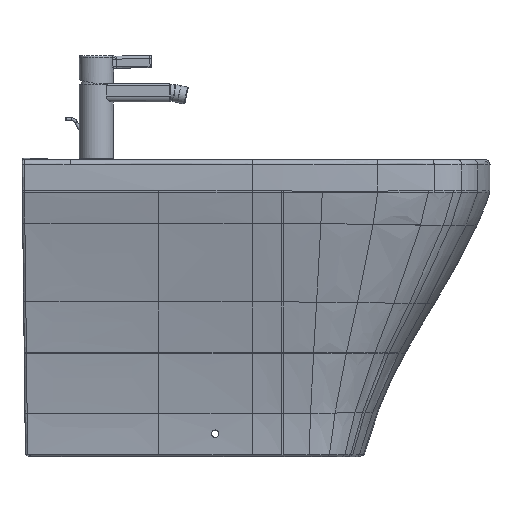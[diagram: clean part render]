
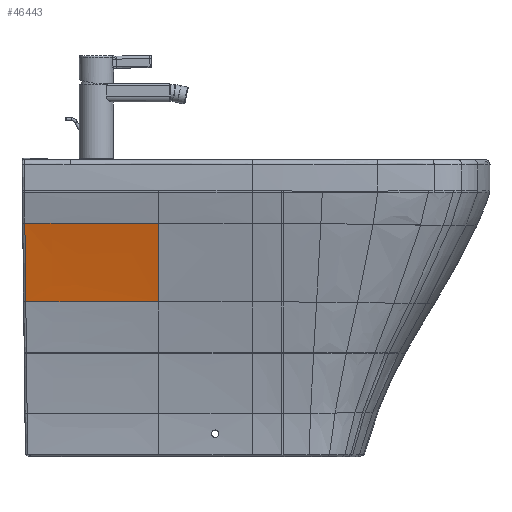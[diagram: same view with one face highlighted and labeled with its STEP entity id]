
A CAD part, front view. The second image highlights one B-rep face of the part: STEP entity #46443.
In plain terms, the highlighted free-form (B-spline) face has degree [5, 5] with [6, 6] control points.
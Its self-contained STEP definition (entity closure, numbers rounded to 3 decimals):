
#44857=CARTESIAN_POINT('',(5.137,-146.724,-191.279));
#44858=VERTEX_POINT('',#44857);
#44876=CARTESIAN_POINT('',(183.895,-148.654,-191.485));
#44877=VERTEX_POINT('',#44876);
#44887=CARTESIAN_POINT('',(183.895,-148.654,-191.485));
#44888=CARTESIAN_POINT('',(148.119,-148.326,-191.438));
#44889=CARTESIAN_POINT('',(112.341,-147.953,-191.374));
#44890=CARTESIAN_POINT('',(76.583,-147.549,-191.312));
#44891=CARTESIAN_POINT('',(40.848,-147.149,-191.291));
#44892=CARTESIAN_POINT('',(5.137,-146.724,-191.279));
#44893=B_SPLINE_CURVE_WITH_KNOTS('',5,(#44887,#44888,#44889,#44890,#44891,#44892),.UNSPECIFIED.,.F.,.U.,(6,6),(0.0,178.811),.UNSPECIFIED.);
#44894=EDGE_CURVE('',#44877,#44858,#44893,.T.);
#46364=CARTESIAN_POINT('',(183.895,-148.654,-191.485));
#46365=CARTESIAN_POINT('',(147.87,-148.324,-191.437));
#46366=CARTESIAN_POINT('',(111.842,-147.948,-191.373));
#46367=CARTESIAN_POINT('',(75.835,-147.541,-191.311));
#46368=CARTESIAN_POINT('',(39.851,-147.138,-191.291));
#46369=CARTESIAN_POINT('',(3.891,-146.709,-191.279));
#46370=CARTESIAN_POINT('',(183.834,-153.767,-168.562));
#46371=CARTESIAN_POINT('',(147.795,-153.277,-168.77));
#46372=CARTESIAN_POINT('',(111.751,-152.729,-168.954));
#46373=CARTESIAN_POINT('',(75.738,-152.14,-169.171));
#46374=CARTESIAN_POINT('',(39.793,-151.554,-169.561));
#46375=CARTESIAN_POINT('',(3.885,-150.939,-170.006));
#46376=CARTESIAN_POINT('',(183.797,-158.916,-146.286));
#46377=CARTESIAN_POINT('',(147.752,-158.31,-146.642));
#46378=CARTESIAN_POINT('',(111.701,-157.635,-146.973));
#46379=CARTESIAN_POINT('',(75.689,-156.904,-147.366));
#46380=CARTESIAN_POINT('',(39.763,-156.154,-148.029));
#46381=CARTESIAN_POINT('',(3.882,-155.36,-148.787));
#46382=CARTESIAN_POINT('',(183.8,-163.977,-124.979));
#46383=CARTESIAN_POINT('',(147.758,-163.315,-125.364));
#46384=CARTESIAN_POINT('',(111.713,-162.564,-125.738));
#46385=CARTESIAN_POINT('',(75.704,-161.74,-126.177));
#46386=CARTESIAN_POINT('',(39.773,-160.884,-126.862));
#46387=CARTESIAN_POINT('',(3.883,-159.966,-127.64));
#46388=CARTESIAN_POINT('',(183.837,-168.816,-104.989));
#46389=CARTESIAN_POINT('',(147.804,-168.17,-105.228));
#46390=CARTESIAN_POINT('',(111.769,-167.426,-105.428));
#46391=CARTESIAN_POINT('',(75.764,-166.596,-105.658));
#46392=CARTESIAN_POINT('',(39.809,-165.714,-106.085));
#46393=CARTESIAN_POINT('',(3.887,-164.753,-106.57));
#46394=CARTESIAN_POINT('',(183.898,-173.503,-85.807));
#46395=CARTESIAN_POINT('',(147.873,-172.937,-85.755));
#46396=CARTESIAN_POINT('',(111.844,-172.256,-85.682));
#46397=CARTESIAN_POINT('',(75.834,-171.477,-85.61));
#46398=CARTESIAN_POINT('',(39.851,-170.644,-85.585));
#46399=CARTESIAN_POINT('',(3.891,-169.721,-85.567));
#46400=B_SPLINE_SURFACE_WITH_KNOTS('',5,5,((#46364,#46370,#46376,#46382,#46388,#46394),(#46365,#46371,#46377,#46383,#46389,#46395),(#46366,#46372,#46378,#46384,#46390,#46396),(#46367,#46373,#46379,#46385,#46391,#46397),(#46368,#46374,#46380,#46386,#46392,#46398),(#46369,#46375,#46381,#46387,#46393,#46399)),.UNSPECIFIED.,.F.,.F.,.U.,(6,6),(6,6),(0.0,179.992),(0.0,108.398),.UNSPECIFIED.);
#46401=CARTESIAN_POINT('',(3.891,-169.721,-85.567));
#46402=VERTEX_POINT('',#46401);
#46403=CARTESIAN_POINT('',(3.891,-169.721,-85.567));
#46404=CARTESIAN_POINT('',(4.249,-162.504,-116.114));
#46405=CARTESIAN_POINT('',(4.613,-155.744,-146.83));
#46406=CARTESIAN_POINT('',(4.977,-149.448,-177.747));
#46407=CARTESIAN_POINT('',(4.978,-149.432,-177.824));
#46408=CARTESIAN_POINT('',(4.979,-149.416,-177.901));
#46409=CARTESIAN_POINT('',(4.98,-149.401,-177.978));
#46410=CARTESIAN_POINT('',(5.006,-148.95,-180.191));
#46411=CARTESIAN_POINT('',(5.032,-148.501,-182.408));
#46412=CARTESIAN_POINT('',(5.058,-148.055,-184.624));
#46413=CARTESIAN_POINT('',(5.084,-147.609,-186.844));
#46414=CARTESIAN_POINT('',(5.11,-147.166,-189.056));
#46415=CARTESIAN_POINT('',(5.137,-146.724,-191.279));
#46416=B_SPLINE_CURVE_WITH_KNOTS('',3,(#46403,#46404,#46405,#46406,#46407,#46408,#46409,#46410,#46411,#46412,#46413,#46414,#46415),.UNSPECIFIED.,.F.,.U.,(4,3,3,3,4),(0.0,133.677,134.009,143.576,153.162),.UNSPECIFIED.);
#46417=EDGE_CURVE('',#46402,#44858,#46416,.T.);
#46418=ORIENTED_EDGE('',*,*,#46417,.T.);
#46419=ORIENTED_EDGE('',*,*,#44894,.F.);
#46420=CARTESIAN_POINT('',(183.898,-173.503,-85.807));
#46421=VERTEX_POINT('',#46420);
#46422=CARTESIAN_POINT('',(183.895,-148.654,-191.485));
#46423=CARTESIAN_POINT('',(183.834,-153.767,-168.562));
#46424=CARTESIAN_POINT('',(183.797,-158.916,-146.286));
#46425=CARTESIAN_POINT('',(183.8,-163.977,-124.979));
#46426=CARTESIAN_POINT('',(183.837,-168.816,-104.989));
#46427=CARTESIAN_POINT('',(183.898,-173.503,-85.807));
#46428=B_SPLINE_CURVE_WITH_KNOTS('',5,(#46422,#46423,#46424,#46425,#46426,#46427),.UNSPECIFIED.,.F.,.U.,(6,6),(0.0,108.398),.UNSPECIFIED.);
#46429=EDGE_CURVE('',#44877,#46421,#46428,.T.);
#46430=ORIENTED_EDGE('',*,*,#46429,.T.);
#46431=CARTESIAN_POINT('',(183.898,-173.503,-85.807));
#46432=CARTESIAN_POINT('',(131.,-172.672,-85.731));
#46433=CARTESIAN_POINT('',(78.106,-171.554,-85.614));
#46434=CARTESIAN_POINT('',(25.288,-170.258,-85.579));
#46435=CARTESIAN_POINT('',(18.154,-170.083,-85.574));
#46436=CARTESIAN_POINT('',(11.022,-169.904,-85.57));
#46437=CARTESIAN_POINT('',(3.891,-169.721,-85.567));
#46438=B_SPLINE_CURVE_WITH_KNOTS('',3,(#46431,#46432,#46433,#46434,#46435,#46436,#46437),.UNSPECIFIED.,.F.,.U.,(4,3,4),(0.0,158.576,179.992),.UNSPECIFIED.);
#46439=EDGE_CURVE('',#46421,#46402,#46438,.T.);
#46440=ORIENTED_EDGE('',*,*,#46439,.T.);
#46441=EDGE_LOOP('',(#46418,#46419,#46430,#46440));
#46442=FACE_OUTER_BOUND('',#46441,.T.);
#46443=ADVANCED_FACE('',(#46442),#46400,.F.);
